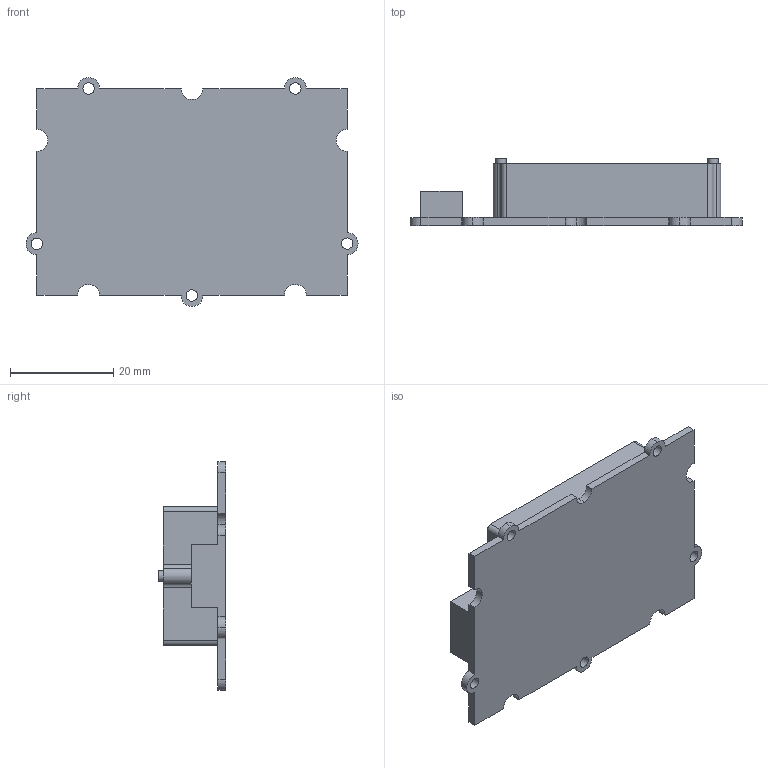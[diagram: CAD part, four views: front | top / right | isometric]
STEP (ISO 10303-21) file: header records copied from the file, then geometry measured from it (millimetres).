
FILE_DESCRIPTION(/* description */ (''),/* implementation_level */ '2;1');
FILE_NAME(/* name */ 'sensirion-scd30 v10.step',/* time_stamp */ '2023-10-24T20:21:28+02:00',/* author */ (''),/* organization */ (''),/* preprocessor_version */ 'ST-DEVELOPER v20',/* originating_system */ 'Autodesk Translation Framework v12.9.0.99',/* authorisation */ '');
FILE_SCHEMA (('AUTOMOTIVE_DESIGN { 1 0 10303 214 3 1 1 }'));
Length unit declared in the file: millimetre
Products named in the file (1): sensirion-scd30
Bounding box: 64.19 x 13.04 x 44.2 mm (x, y, z)
Volume: 14929.7 mm3; surface area: 7493.1 mm2
Topology: 1 solids, 1 shells, 78 faces, 207 edges, 138 vertices
Faces by surface type: cylinder 40, plane 38
Full cylindrical faces by diameter (mm): 2 x2, 2.2 x5, 5 x2, 6 x1
Entity records: 2504 total; most frequent: DIRECTION 445, CARTESIAN_POINT 424, ORIENTED_EDGE 414, EDGE_CURVE 207, AXIS2_PLACEMENT_3D 159, VERTEX_POINT 138, LINE 127, VECTOR 127
